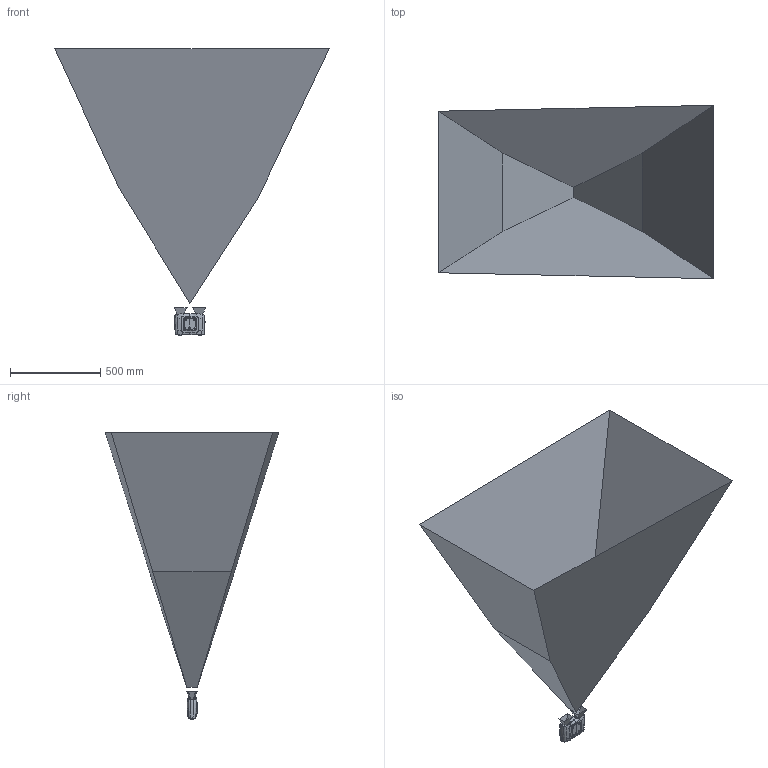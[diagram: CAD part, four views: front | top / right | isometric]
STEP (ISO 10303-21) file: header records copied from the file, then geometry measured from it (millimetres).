
FILE_DESCRIPTION (( 'STEP AP203' ), '1' );
FILE_NAME ('Zivid Two Simplified.STEP', '2022-01-30T18:10:47', ( '' ), ( '' ), 'SwSTEP 2.0', 'SolidWorks 2021', '' );
FILE_SCHEMA (( 'CONFIG_CONTROL_DESIGN' ));
Length unit declared in the file: millimetre
Products named in the file (1): Zivid Two Simplified
Bounding box: 1519.76 x 959.4 x 1586.62 mm (x, y, z)
Surface area: 4036704.7 mm2 (no closed solid volume)
Topology: 0 solids, 4 shells, 136 faces, 390 edges, 267 vertices
Faces by surface type: bspline 67, plane 35, cylinder 14, torus 10, cone 10
Entity records: 24626 total; most frequent: CARTESIAN_POINT 21601, ORIENTED_EDGE 768, EDGE_CURVE 390, DIRECTION 350, VERTEX_POINT 267, B_SPLINE_CURVE_WITH_KNOTS 244, EDGE_LOOP 144, FACE_OUTER_BOUND 136
